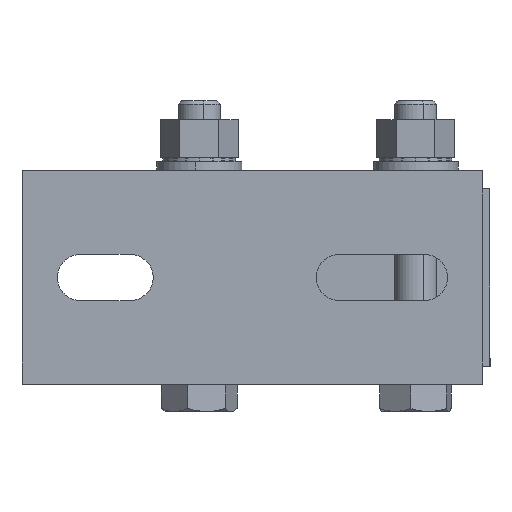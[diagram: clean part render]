
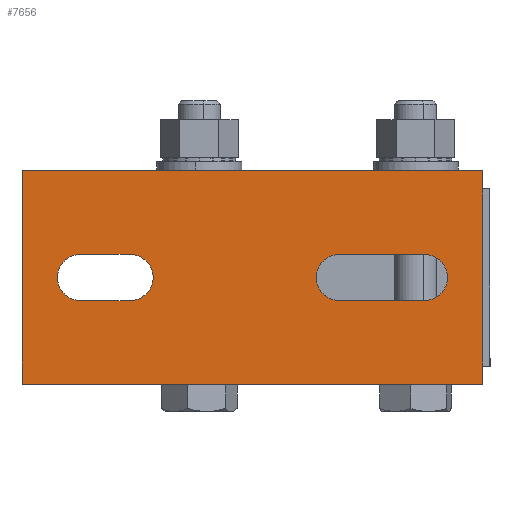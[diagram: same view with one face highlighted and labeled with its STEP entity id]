
A CAD part, left-side view. The second image highlights one B-rep face of the part: STEP entity #7656.
In plain terms, the highlighted face is planar.
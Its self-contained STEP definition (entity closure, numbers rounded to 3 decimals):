
#67 = CARTESIAN_POINT ( 'NONE',  ( -30.25, 130., -4. ) ) ;
#77 = VERTEX_POINT ( 'NONE', #8172 ) ;
#79 = VECTOR ( 'NONE', #8501, 1000. ) ;
#105 = CIRCLE ( 'NONE', #2027, 6.5 ) ;
#116 = VECTOR ( 'NONE', #6504, 1000. ) ;
#191 = EDGE_CURVE ( 'NONE', #1702, #1800, #2195, .T. ) ;
#208 = VECTOR ( 'NONE', #6658, 1000. ) ;
#316 = CARTESIAN_POINT ( 'NONE',  ( 6.5, 30.5, -4. ) ) ;
#376 = CARTESIAN_POINT ( 'NONE',  ( 6.5, 30.5, -4. ) ) ;
#441 = DIRECTION ( 'NONE',  ( 0., 0., 1. ) ) ;
#560 = DIRECTION ( 'NONE',  ( 0., 0., -1. ) ) ;
#706 = DIRECTION ( 'NONE',  ( 0., -1., 0. ) ) ;
#771 = EDGE_CURVE ( 'NONE', #5413, #3579, #4582, .T. ) ;
#877 = LINE ( 'NONE', #1602, #6169 ) ;
#986 = CARTESIAN_POINT ( 'NONE',  ( -23.25, 0., -4. ) ) ;
#1071 = VECTOR ( 'NONE', #7808, 1000. ) ;
#1118 = CARTESIAN_POINT ( 'NONE',  ( -101., 0., -4. ) ) ;
#1213 = ORIENTED_EDGE ( 'NONE', *, *, #771, .T. ) ;
#1297 = LINE ( 'NONE', #5205, #1071 ) ;
#1602 = CARTESIAN_POINT ( 'NONE',  ( -41.713, 130., -4. ) ) ;
#1702 = VERTEX_POINT ( 'NONE', #67 ) ;
#1767 = VERTEX_POINT ( 'NONE', #6702 ) ;
#1770 = CARTESIAN_POINT ( 'NONE',  ( 0., 16.5, -4. ) ) ;
#1798 = CARTESIAN_POINT ( 'NONE',  ( 0., 113.5, -4. ) ) ;
#1800 = VERTEX_POINT ( 'NONE', #4660 ) ;
#1805 = FACE_BOUND ( 'NONE', #2263, .T. ) ;
#1867 = ORIENTED_EDGE ( 'NONE', *, *, #6354, .T. ) ;
#1959 = DIRECTION ( 'NONE',  ( 0., 1., 0. ) ) ;
#1993 = ORIENTED_EDGE ( 'NONE', *, *, #2154, .F. ) ;
#2027 = AXIS2_PLACEMENT_3D ( 'NONE', #3326, #7717, #4623 ) ;
#2154 = EDGE_CURVE ( 'NONE', #4080, #5241, #6566, .T. ) ;
#2195 = LINE ( 'NONE', #4854, #5194 ) ;
#2199 = CARTESIAN_POINT ( 'NONE',  ( -23.25, 130., -4. ) ) ;
#2263 = EDGE_LOOP ( 'NONE', ( #7628, #1867, #5022, #1213 ) ) ;
#2415 = LINE ( 'NONE', #5571, #2998 ) ;
#2492 = FACE_BOUND ( 'NONE', #5982, .T. ) ;
#2707 = VECTOR ( 'NONE', #1959, 1000. ) ;
#2725 = VECTOR ( 'NONE', #5468, 1000. ) ;
#2775 = VERTEX_POINT ( 'NONE', #4198 ) ;
#2824 = AXIS2_PLACEMENT_3D ( 'NONE', #5433, #8044, #7487 ) ;
#2833 = CARTESIAN_POINT ( 'NONE',  ( -101., 130., -4. ) ) ;
#2998 = VECTOR ( 'NONE', #7029, 1000. ) ;
#3070 = DIRECTION ( 'NONE',  ( 1., 0., 0. ) ) ;
#3163 = EDGE_CURVE ( 'NONE', #1767, #3186, #5314, .T. ) ;
#3186 = VERTEX_POINT ( 'NONE', #4246 ) ;
#3311 = CARTESIAN_POINT ( 'NONE',  ( 30., 0., -4. ) ) ;
#3326 = CARTESIAN_POINT ( 'NONE',  ( 0., 30.5, -4. ) ) ;
#3373 = EDGE_CURVE ( 'NONE', #6087, #1767, #3931, .T. ) ;
#3419 = CIRCLE ( 'NONE', #5222, 6.5 ) ;
#3489 = LINE ( 'NONE', #2833, #2725 ) ;
#3565 = CIRCLE ( 'NONE', #4392, 6.5 ) ;
#3579 = VERTEX_POINT ( 'NONE', #376 ) ;
#3649 = EDGE_CURVE ( 'NONE', #4080, #1800, #3842, .T. ) ;
#3728 = DIRECTION ( 'NONE',  ( -1., 0., 0. ) ) ;
#3842 = LINE ( 'NONE', #5171, #79 ) ;
#3846 = DIRECTION ( 'NONE',  ( 1., 0., 0. ) ) ;
#3897 = PLANE ( 'NONE',  #6714 ) ;
#3924 = CARTESIAN_POINT ( 'NONE',  ( 6.5, 113.5, -4. ) ) ;
#3931 = LINE ( 'NONE', #5264, #208 ) ;
#4080 = VERTEX_POINT ( 'NONE', #986 ) ;
#4132 = VECTOR ( 'NONE', #706, 1000. ) ;
#4175 = CARTESIAN_POINT ( 'NONE',  ( 23.25, 0., -4. ) ) ;
#4198 = CARTESIAN_POINT ( 'NONE',  ( 30.25, 0., -4. ) ) ;
#4205 = VERTEX_POINT ( 'NONE', #4553 ) ;
#4246 = CARTESIAN_POINT ( 'NONE',  ( 6.5, 89.5, -4. ) ) ;
#4274 = CARTESIAN_POINT ( 'NONE',  ( -6.5, 113.5, -4. ) ) ;
#4384 = EDGE_LOOP ( 'NONE', ( #7331, #7032, #4970, #8280, #1993, #4695, #8486, #5026 ) ) ;
#4392 = AXIS2_PLACEMENT_3D ( 'NONE', #1770, #441, #3070 ) ;
#4538 = VERTEX_POINT ( 'NONE', #5005 ) ;
#4553 = CARTESIAN_POINT ( 'NONE',  ( 30.25, 130., -4. ) ) ;
#4582 = LINE ( 'NONE', #316, #7379 ) ;
#4589 = EDGE_CURVE ( 'NONE', #3186, #4538, #7825, .T. ) ;
#4623 = DIRECTION ( 'NONE',  ( 1., 0., 0. ) ) ;
#4660 = CARTESIAN_POINT ( 'NONE',  ( -30.25, 0., -4. ) ) ;
#4695 = ORIENTED_EDGE ( 'NONE', *, *, #3649, .T. ) ;
#4854 = CARTESIAN_POINT ( 'NONE',  ( -30.25, 77., -4. ) ) ;
#4970 = ORIENTED_EDGE ( 'NONE', *, *, #5406, .T. ) ;
#5005 = CARTESIAN_POINT ( 'NONE',  ( 6.5, 113.5, -4. ) ) ;
#5022 = ORIENTED_EDGE ( 'NONE', *, *, #7343, .T. ) ;
#5026 = ORIENTED_EDGE ( 'NONE', *, *, #5690, .F. ) ;
#5171 = CARTESIAN_POINT ( 'NONE',  ( -23.25, 0., -4. ) ) ;
#5194 = VECTOR ( 'NONE', #7455, 1000. ) ;
#5205 = CARTESIAN_POINT ( 'NONE',  ( 23.25, 130., -4. ) ) ;
#5222 = AXIS2_PLACEMENT_3D ( 'NONE', #1798, #6963, #3846 ) ;
#5240 = LINE ( 'NONE', #1118, #116 ) ;
#5241 = VERTEX_POINT ( 'NONE', #4175 ) ;
#5264 = CARTESIAN_POINT ( 'NONE',  ( -6.5, 113.5, -4. ) ) ;
#5314 = CIRCLE ( 'NONE', #2824, 6.5 ) ;
#5406 = EDGE_CURVE ( 'NONE', #4205, #2775, #2415, .T. ) ;
#5413 = VERTEX_POINT ( 'NONE', #6581 ) ;
#5433 = CARTESIAN_POINT ( 'NONE',  ( 0., 89.5, -4. ) ) ;
#5468 = DIRECTION ( 'NONE',  ( -1., 0., 0. ) ) ;
#5472 = EDGE_CURVE ( 'NONE', #3579, #5622, #105, .T. ) ;
#5525 = ORIENTED_EDGE ( 'NONE', *, *, #3373, .T. ) ;
#5534 = DIRECTION ( 'NONE',  ( -1., 0., 0. ) ) ;
#5551 = CARTESIAN_POINT ( 'NONE',  ( -6.5, 30.5, -4. ) ) ;
#5571 = CARTESIAN_POINT ( 'NONE',  ( 30.25, 77., -4. ) ) ;
#5622 = VERTEX_POINT ( 'NONE', #5551 ) ;
#5690 = EDGE_CURVE ( 'NONE', #8108, #1702, #3489, .T. ) ;
#5736 = EDGE_CURVE ( 'NONE', #4538, #6087, #3419, .T. ) ;
#5780 = FACE_OUTER_BOUND ( 'NONE', #4384, .T. ) ;
#5879 = ORIENTED_EDGE ( 'NONE', *, *, #4589, .T. ) ;
#5970 = ORIENTED_EDGE ( 'NONE', *, *, #5736, .T. ) ;
#5982 = EDGE_LOOP ( 'NONE', ( #5970, #5525, #7196, #5879 ) ) ;
#6087 = VERTEX_POINT ( 'NONE', #4274 ) ;
#6169 = VECTOR ( 'NONE', #5534, 1000. ) ;
#6353 = VECTOR ( 'NONE', #8449, 1000. ) ;
#6354 = EDGE_CURVE ( 'NONE', #5622, #7315, #7296, .T. ) ;
#6485 = EDGE_CURVE ( 'NONE', #77, #8108, #877, .T. ) ;
#6504 = DIRECTION ( 'NONE',  ( 1., 0., 0. ) ) ;
#6566 = LINE ( 'NONE', #3311, #6353 ) ;
#6581 = CARTESIAN_POINT ( 'NONE',  ( 6.5, 16.5, -4. ) ) ;
#6658 = DIRECTION ( 'NONE',  ( 0., -1., 0. ) ) ;
#6702 = CARTESIAN_POINT ( 'NONE',  ( -6.5, 89.5, -4. ) ) ;
#6714 = AXIS2_PLACEMENT_3D ( 'NONE', #7019, #560, #3728 ) ;
#6963 = DIRECTION ( 'NONE',  ( 0., 0., 1. ) ) ;
#7019 = CARTESIAN_POINT ( 'NONE',  ( -101., 77., -4. ) ) ;
#7029 = DIRECTION ( 'NONE',  ( 0., -1., 0. ) ) ;
#7032 = ORIENTED_EDGE ( 'NONE', *, *, #8081, .T. ) ;
#7196 = ORIENTED_EDGE ( 'NONE', *, *, #3163, .T. ) ;
#7296 = LINE ( 'NONE', #7940, #4132 ) ;
#7315 = VERTEX_POINT ( 'NONE', #7671 ) ;
#7331 = ORIENTED_EDGE ( 'NONE', *, *, #6485, .F. ) ;
#7343 = EDGE_CURVE ( 'NONE', #7315, #5413, #3565, .T. ) ;
#7379 = VECTOR ( 'NONE', #8270, 1000. ) ;
#7455 = DIRECTION ( 'NONE',  ( 0., -1., 0. ) ) ;
#7487 = DIRECTION ( 'NONE',  ( 1., 0., 0. ) ) ;
#7628 = ORIENTED_EDGE ( 'NONE', *, *, #5472, .T. ) ;
#7656 = ADVANCED_FACE ( 'NONE', ( #5780, #2492, #1805 ), #3897, .T. ) ;
#7671 = CARTESIAN_POINT ( 'NONE',  ( -6.5, 16.5, -4. ) ) ;
#7717 = DIRECTION ( 'NONE',  ( 0., 0., 1. ) ) ;
#7808 = DIRECTION ( 'NONE',  ( 1., 0., 0. ) ) ;
#7825 = LINE ( 'NONE', #3924, #2707 ) ;
#7940 = CARTESIAN_POINT ( 'NONE',  ( -6.5, 30.5, -4. ) ) ;
#8044 = DIRECTION ( 'NONE',  ( 0., 0., 1. ) ) ;
#8081 = EDGE_CURVE ( 'NONE', #77, #4205, #1297, .T. ) ;
#8108 = VERTEX_POINT ( 'NONE', #2199 ) ;
#8172 = CARTESIAN_POINT ( 'NONE',  ( 23.25, 130., -4. ) ) ;
#8270 = DIRECTION ( 'NONE',  ( 0., 1., 0. ) ) ;
#8280 = ORIENTED_EDGE ( 'NONE', *, *, #8439, .F. ) ;
#8439 = EDGE_CURVE ( 'NONE', #5241, #2775, #5240, .T. ) ;
#8449 = DIRECTION ( 'NONE',  ( 1., 0., 0. ) ) ;
#8486 = ORIENTED_EDGE ( 'NONE', *, *, #191, .F. ) ;
#8501 = DIRECTION ( 'NONE',  ( -1., 0., 0. ) ) ;
